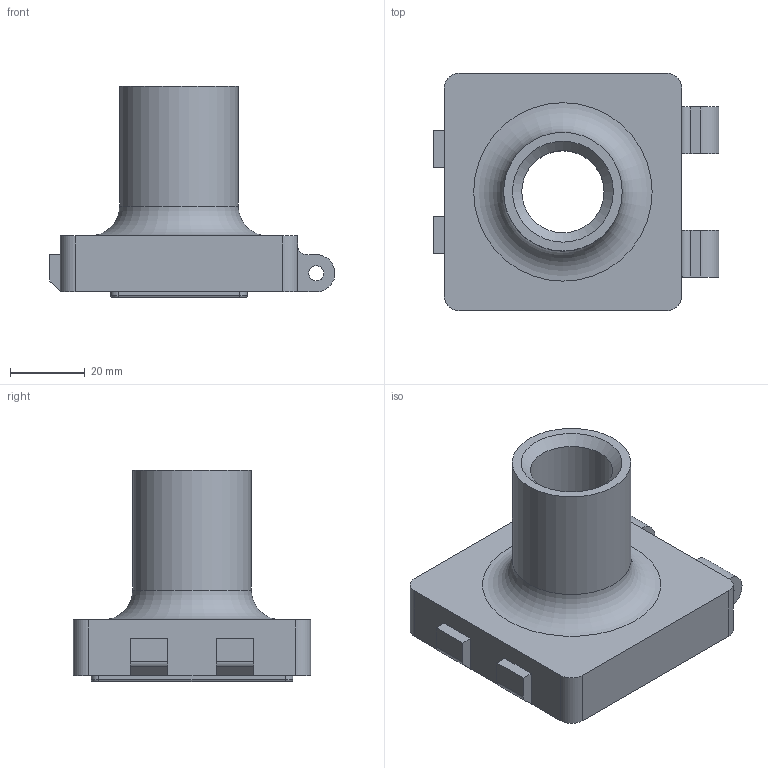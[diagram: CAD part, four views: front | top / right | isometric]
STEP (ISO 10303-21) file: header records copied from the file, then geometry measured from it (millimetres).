
FILE_DESCRIPTION(/* description */ (''),/* implementation_level */ '2;1');
FILE_NAME(/* name */ 'filter_connector v1 (1).step',/* time_stamp */ '2020-04-08T13:15:25-04:00',/* author */ (''),/* organization */ (''),/* preprocessor_version */ 'ST-DEVELOPER v18',/* originating_system */ 'Autodesk Translation Framework v8.12.0.6',/* authorisation */ '');
FILE_SCHEMA (('AUTOMOTIVE_DESIGN { 1 0 10303 214 3 1 1 }'));
Length unit declared in the file: millimetre
Products named in the file (2): filter_connector v1 (1); tool component pinch
Assembly tree (1 placements, depth 2):
  filter_connector v1 (1)
    tool component pinch
Bounding box: 76.5 x 63.5 x 56.5 mm (x, y, z)
Volume: 71743.1 mm3; surface area: 20033.2 mm2
Topology: 1 solids, 1 shells, 79 faces, 209 edges, 135 vertices
Faces by surface type: plane 35, cylinder 33, torus 5, bspline 4, cone 2
Full cylindrical faces by diameter (mm): 4 x2, 22 x1, 31.75 x1
Entity records: 2555 total; most frequent: CARTESIAN_POINT 458, DIRECTION 453, ORIENTED_EDGE 418, EDGE_CURVE 209, AXIS2_PLACEMENT_3D 166, VERTEX_POINT 135, LINE 121, VECTOR 121
